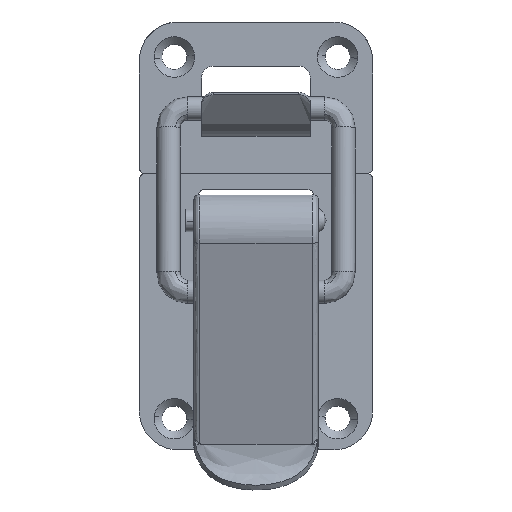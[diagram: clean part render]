
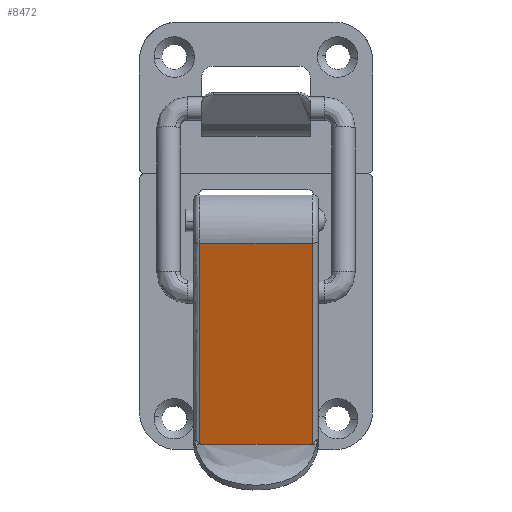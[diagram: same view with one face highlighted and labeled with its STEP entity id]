
A CAD part, front view. The second image highlights one B-rep face of the part: STEP entity #8472.
In plain terms, the highlighted free-form (B-spline) face has degree [1, 1] with [2, 2] control points.
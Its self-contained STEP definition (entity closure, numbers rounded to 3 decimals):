
#7762=CARTESIAN_POINT('',(-7.963,-7.2,-17.335));
#7763=VERTEX_POINT('',#7762);
#7924=CARTESIAN_POINT('',(-7.963,7.2,-17.335));
#7925=VERTEX_POINT('',#7924);
#8177=CARTESIAN_POINT('',(-0.425,-7.2,-43.092));
#8178=VERTEX_POINT('',#8177);
#8179=CARTESIAN_POINT('',(-0.425,-7.2,-43.092));
#8180=CARTESIAN_POINT('',(-7.963,-7.2,-17.335));
#8181=QUASI_UNIFORM_CURVE('',1,(#8179,#8180),.UNSPECIFIED.,.F.,.U.);
#8182=EDGE_CURVE('',#8178,#7763,#8181,.T.);
#8239=CARTESIAN_POINT('',(-0.425,7.2,-43.092));
#8240=VERTEX_POINT('',#8239);
#8260=CARTESIAN_POINT('',(-7.963,7.2,-17.335));
#8261=CARTESIAN_POINT('',(-0.425,7.2,-43.092));
#8262=QUASI_UNIFORM_CURVE('',1,(#8260,#8261),.UNSPECIFIED.,.F.,.U.);
#8263=EDGE_CURVE('',#7925,#8240,#8262,.T.);
#8413=CARTESIAN_POINT('',(-8.341,-7.919,-16.044));
#8414=CARTESIAN_POINT('',(-0.022,-7.919,-44.47));
#8415=CARTESIAN_POINT('',(-8.341,7.919,-16.044));
#8416=CARTESIAN_POINT('',(-0.022,7.919,-44.47));
#8417=B_SPLINE_SURFACE_WITH_KNOTS('',1,1,((#8413,#8415),(#8414,#8416)),.UNSPECIFIED.,.F.,.F.,.U.,(2,2),(2,2),(0.0,29.618),(0.0,15.839),.UNSPECIFIED.);
#8418=CARTESIAN_POINT('',(-0.4,-6.826,-43.179));
#8419=VERTEX_POINT('',#8418);
#8420=CARTESIAN_POINT('',(-0.4,6.826,-43.179));
#8421=VERTEX_POINT('',#8420);
#8422=CARTESIAN_POINT('',(-0.4,-6.826,-43.179));
#8423=CARTESIAN_POINT('',(-0.4,6.826,-43.179));
#8424=QUASI_UNIFORM_CURVE('',1,(#8422,#8423),.UNSPECIFIED.,.F.,.U.);
#8425=EDGE_CURVE('',#8419,#8421,#8424,.T.);
#8426=ORIENTED_EDGE('',*,*,#8425,.F.);
#8427=CARTESIAN_POINT('',(-0.4,-6.826,-43.179));
#8428=CARTESIAN_POINT('',(-0.4,-6.859,-43.179));
#8429=CARTESIAN_POINT('',(-0.4,-6.891,-43.178));
#8430=CARTESIAN_POINT('',(-0.402,-6.956,-43.173));
#8431=CARTESIAN_POINT('',(-0.403,-6.989,-43.17));
#8432=CARTESIAN_POINT('',(-0.406,-7.053,-43.158));
#8433=CARTESIAN_POINT('',(-0.409,-7.085,-43.15));
#8434=CARTESIAN_POINT('',(-0.414,-7.13,-43.132));
#8435=CARTESIAN_POINT('',(-0.416,-7.145,-43.126));
#8436=CARTESIAN_POINT('',(-0.419,-7.166,-43.114));
#8437=CARTESIAN_POINT('',(-0.42,-7.173,-43.11));
#8438=CARTESIAN_POINT('',(-0.423,-7.187,-43.101));
#8439=CARTESIAN_POINT('',(-0.424,-7.194,-43.097));
#8440=CARTESIAN_POINT('',(-0.425,-7.2,-43.092));
#8441=B_SPLINE_CURVE_WITH_KNOTS('',3,(#8427,#8428,#8429,#8430,#8431,#8432,#8433,#8434,#8435,#8436,#8437,#8438,#8439,#8440),.UNSPECIFIED.,.F.,.U.,(4,2,2,2,2,2,4),(0.0,0.25,0.5,0.75,0.875,0.937,1.0),.UNSPECIFIED.);
#8442=EDGE_CURVE('',#8419,#8178,#8441,.T.);
#8443=ORIENTED_EDGE('',*,*,#8442,.T.);
#8444=ORIENTED_EDGE('',*,*,#8182,.T.);
#8445=CARTESIAN_POINT('',(-7.963,-7.2,-17.335));
#8446=CARTESIAN_POINT('',(-7.963,7.2,-17.335));
#8447=QUASI_UNIFORM_CURVE('',1,(#8445,#8446),.UNSPECIFIED.,.F.,.U.);
#8448=EDGE_CURVE('',#7763,#7925,#8447,.T.);
#8449=ORIENTED_EDGE('',*,*,#8448,.T.);
#8450=ORIENTED_EDGE('',*,*,#8263,.T.);
#8451=CARTESIAN_POINT('',(-0.425,7.2,-43.092));
#8452=CARTESIAN_POINT('',(-0.424,7.194,-43.097));
#8453=CARTESIAN_POINT('',(-0.423,7.187,-43.101));
#8454=CARTESIAN_POINT('',(-0.42,7.173,-43.11));
#8455=CARTESIAN_POINT('',(-0.419,7.166,-43.114));
#8456=CARTESIAN_POINT('',(-0.416,7.145,-43.126));
#8457=CARTESIAN_POINT('',(-0.414,7.13,-43.132));
#8458=CARTESIAN_POINT('',(-0.41,7.099,-43.144));
#8459=CARTESIAN_POINT('',(-0.409,7.084,-43.149));
#8460=CARTESIAN_POINT('',(-0.406,7.052,-43.157));
#8461=CARTESIAN_POINT('',(-0.405,7.036,-43.161));
#8462=CARTESIAN_POINT('',(-0.403,6.988,-43.17));
#8463=CARTESIAN_POINT('',(-0.402,6.956,-43.173));
#8464=CARTESIAN_POINT('',(-0.4,6.891,-43.178));
#8465=CARTESIAN_POINT('',(-0.4,6.859,-43.179));
#8466=CARTESIAN_POINT('',(-0.4,6.826,-43.179));
#8467=B_SPLINE_CURVE_WITH_KNOTS('',3,(#8451,#8452,#8453,#8454,#8455,#8456,#8457,#8458,#8459,#8460,#8461,#8462,#8463,#8464,#8465,#8466),.UNSPECIFIED.,.F.,.U.,(4,2,2,2,2,2,2,4),(0.0,0.062,0.125,0.25,0.375,0.5,0.75,1.0),.UNSPECIFIED.);
#8468=EDGE_CURVE('',#8240,#8421,#8467,.T.);
#8469=ORIENTED_EDGE('',*,*,#8468,.T.);
#8470=EDGE_LOOP('',(#8426,#8443,#8444,#8449,#8450,#8469));
#8471=FACE_OUTER_BOUND('',#8470,.T.);
#8472=ADVANCED_FACE('',(#8471),#8417,.F.);
